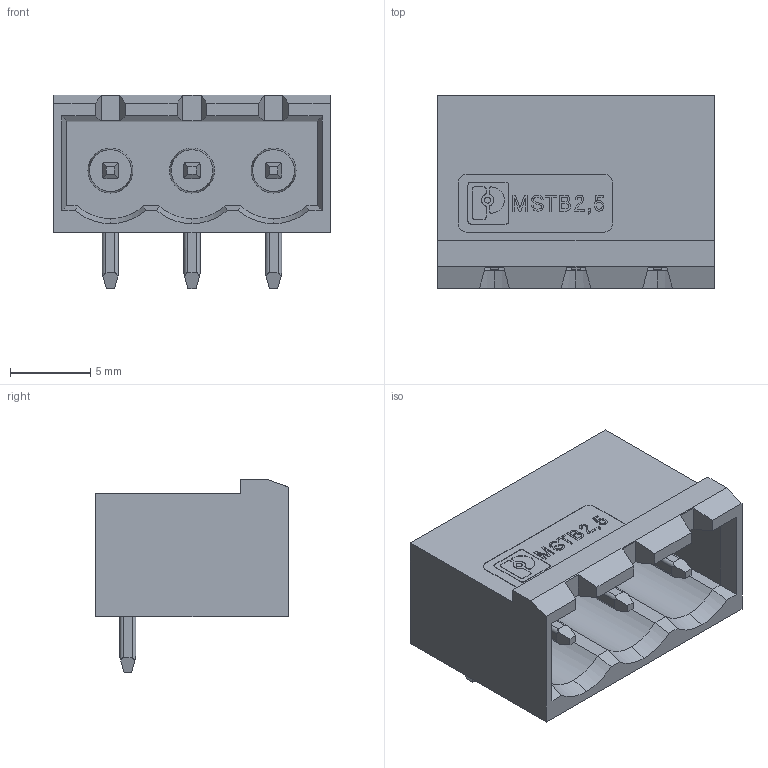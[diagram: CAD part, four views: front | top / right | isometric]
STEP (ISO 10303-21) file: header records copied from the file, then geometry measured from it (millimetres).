
FILE_DESCRIPTION(('STEP AP214'),'1');
FILE_NAME('cctmp_EC2AE19D-874E-47CD-976C-20911CA2EDEA_2023_02_03_16_03_32_0194_1224..stp','2023-02-03T16:03:32',('PHOENIX CONTACT Deutschland GmbH'),('CADClick - www.CADClick.com'),'Spatial InterOp 3D',' ','unknown authorization');
FILE_SCHEMA(('AUTOMOTIVE_DESIGN'));
Length unit declared in the file: millimetre
Products named in the file (5): 2023_02_03_16_03_31_0991; 2023_02_03_16_03_32_0194; 2023_02_03_16_03_32_0179; 2023_02_03_16_03_32_0163; 2023_02_03_16_03_32_0132
Assembly tree (4 placements, depth 2):
  2023_02_03_16_03_31_0991
    2023_02_03_16_03_32_0194
    2023_02_03_16_03_32_0179
    2023_02_03_16_03_32_0163
    2023_02_03_16_03_32_0132
Bounding box: 17.24 x 12 x 12.07 mm (x, y, z)
Volume: 851.5 mm3; surface area: 1525 mm2
Topology: 4 solids, 4 shells, 536 faces, 1499 edges, 988 vertices
Faces by surface type: plane 405, cylinder 101, bspline 12, cone 12, sphere 6
Entity records: 31569 total; most frequent: CARTESIAN_POINT 11088, ORIENTED_EDGE 2998, DIRECTION 2741, EDGE_CURVE 1499, LINE 1219, VECTOR 1219, VERTEX_POINT 988, STYLED_ITEM 972
